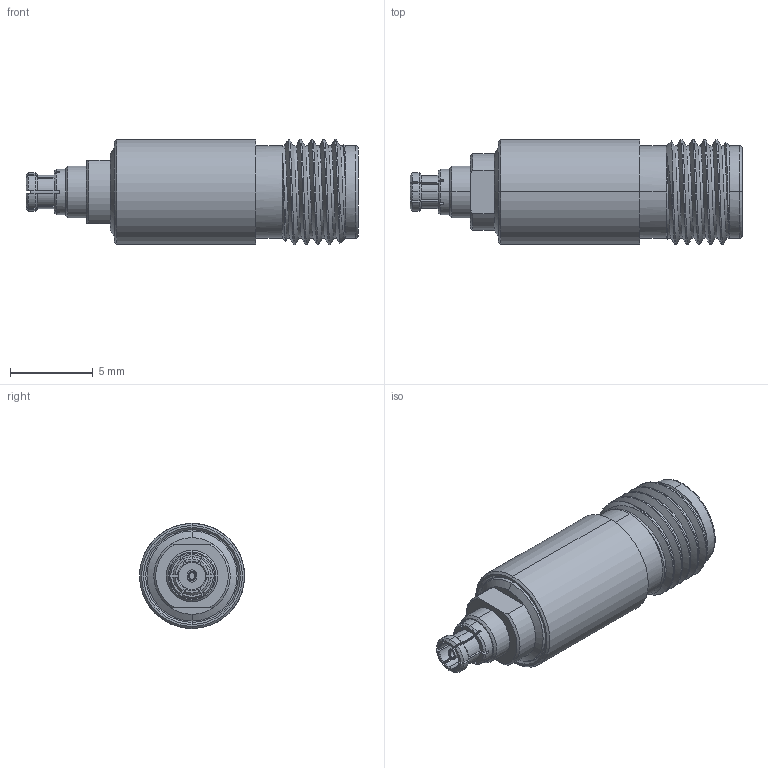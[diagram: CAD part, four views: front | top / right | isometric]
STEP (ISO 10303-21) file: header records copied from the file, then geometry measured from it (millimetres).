
FILE_DESCRIPTION (( 'STEP AP214' ), '1' );
FILE_NAME ('SM8921_3D.step', '2025-02-18T16:48:15', ( '' ), ( '' ), 'SwSTEP 2.0', 'SolidWorks 2022', '' );
FILE_SCHEMA (( 'AUTOMOTIVE_DESIGN' ));
Length unit declared in the file: inch
Products named in the file (1): SM8921_3D
Bounding box: 20.07 x 6.35 x 6.35 mm (x, y, z)
Volume: 424.3 mm3; surface area: 573.9 mm2
Topology: 1 solids, 1 shells, 170 faces, 449 edges, 291 vertices
Faces by surface type: plane 60, cylinder 50, cone 49, bspline 9, torus 2
Entity records: 8058 total; most frequent: CARTESIAN_POINT 3922, ORIENTED_EDGE 898, DIRECTION 828, EDGE_CURVE 449, AXIS2_PLACEMENT_3D 323, VERTEX_POINT 291, VECTOR 182, LINE 182
